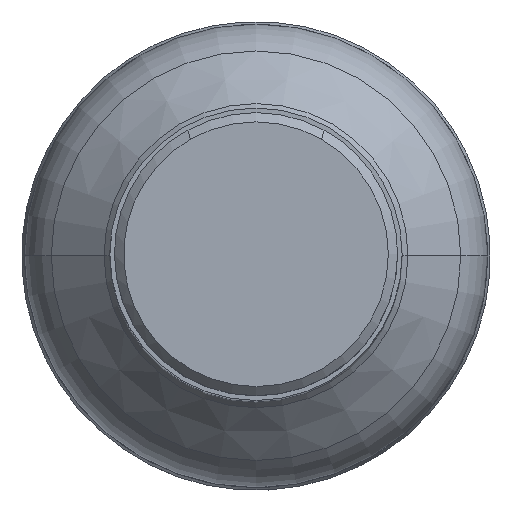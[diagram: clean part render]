
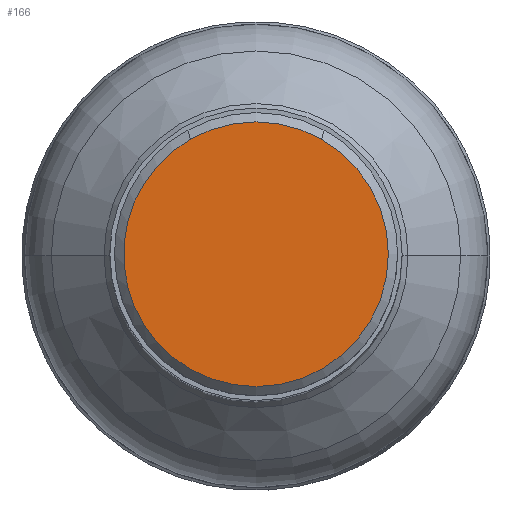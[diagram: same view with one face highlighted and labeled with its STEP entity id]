
A CAD part, top view. The second image highlights one B-rep face of the part: STEP entity #166.
In plain terms, the highlighted planar face has unit normal (0, 0, 1).
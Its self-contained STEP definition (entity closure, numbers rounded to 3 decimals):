
#54=PLANE('',#2020);
#166=ADVANCED_FACE('',(#349),#54,.T.);
#349=FACE_OUTER_BOUND('',#459,.T.);
#459=EDGE_LOOP('',(#830,#831,#832,#833));
#830=ORIENTED_EDGE('',*,*,#1308,.T.);
#831=ORIENTED_EDGE('',*,*,#1307,.T.);
#832=ORIENTED_EDGE('',*,*,#1306,.T.);
#833=ORIENTED_EDGE('',*,*,#1310,.T.);
#1088=VERTEX_POINT('',#4527);
#1089=VERTEX_POINT('',#4529);
#1090=VERTEX_POINT('',#4531);
#1091=VERTEX_POINT('',#4533);
#1306=EDGE_CURVE('',#1089,#1088,#1581,.T.);
#1307=EDGE_CURVE('',#1090,#1089,#1582,.T.);
#1308=EDGE_CURVE('',#1091,#1090,#1583,.T.);
#1310=EDGE_CURVE('',#1088,#1091,#1584,.T.);
#1581=CIRCLE('',#2015,14.375);
#1582=CIRCLE('',#2016,14.375);
#1583=CIRCLE('',#2017,14.375);
#1584=CIRCLE('',#2019,14.375);
#2015=AXIS2_PLACEMENT_3D('',#4528,#2386,#2387);
#2016=AXIS2_PLACEMENT_3D('',#4530,#2388,#2389);
#2017=AXIS2_PLACEMENT_3D('',#4532,#2390,#2391);
#2019=AXIS2_PLACEMENT_3D('',#4541,#2394,#2395);
#2020=AXIS2_PLACEMENT_3D('',#4542,#2396,#2397);
#2386=DIRECTION('',(0.,0.,1.));
#2387=DIRECTION('',(0.,-1.,0.));
#2388=DIRECTION('',(0.,0.,1.));
#2389=DIRECTION('',(-0.496,-0.869,0.));
#2390=DIRECTION('',(0.,0.,1.));
#2391=DIRECTION('',(-0.496,0.869,0.));
#2394=DIRECTION('',(0.,0.,1.));
#2395=DIRECTION('',(0.496,0.869,0.));
#2396=DIRECTION('',(0.,0.,1.));
#2397=DIRECTION('',(-1.,0.,0.));
#4527=CARTESIAN_POINT('',(7.125,12.485,42.863));
#4528=CARTESIAN_POINT('',(0.,0.,42.863));
#4529=CARTESIAN_POINT('',(0.,-14.375,42.863));
#4530=CARTESIAN_POINT('',(0.,0.,42.863));
#4531=CARTESIAN_POINT('',(-7.125,-12.485,42.863));
#4532=CARTESIAN_POINT('',(0.,0.,42.863));
#4533=CARTESIAN_POINT('',(-7.125,12.485,42.863));
#4541=CARTESIAN_POINT('',(0.,0.,42.863));
#4542=CARTESIAN_POINT('',(0.,0.,42.863));
